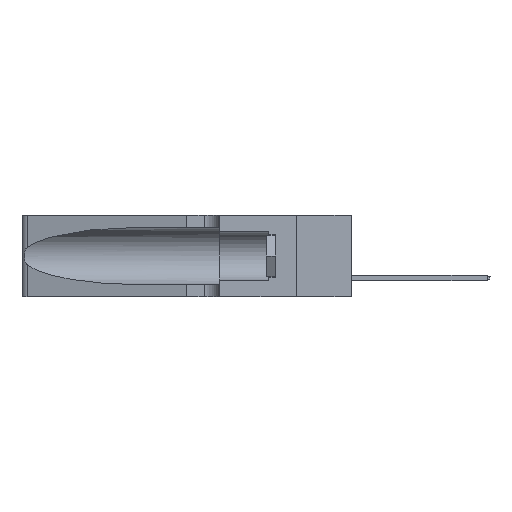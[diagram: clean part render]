
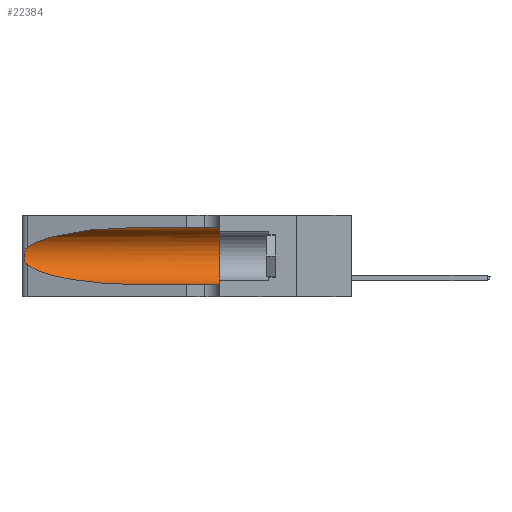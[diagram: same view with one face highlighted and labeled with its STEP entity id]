
A CAD part, left-side view. The second image highlights one B-rep face of the part: STEP entity #22384.
In plain terms, the highlighted cylindrical face has radius 3.308 mm (diameter 6.617 mm), a partial arc.
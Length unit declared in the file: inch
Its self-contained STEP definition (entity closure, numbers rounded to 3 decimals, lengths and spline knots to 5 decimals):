
#248 = ORIENTED_EDGE ( 'NONE', *, *, #19301, .F. ) ;
#389 = CARTESIAN_POINT ( 'NONE',  ( 0.25639, 1.23184, 0.21858 ) ) ;
#1532 = CARTESIAN_POINT ( 'NONE',  ( 0.1305, 0.72297, 0.31525 ) ) ;
#2895 = DIRECTION ( 'NONE',  ( 0., -1., 0. ) ) ;
#3562 = VERTEX_POINT ( 'NONE', #12332 ) ;
#3869 = CARTESIAN_POINT ( 'NONE',  ( 0.25789, 1.23486, 0.15765 ) ) ;
#3968 = ORIENTED_EDGE ( 'NONE', *, *, #8629, .T. ) ;
#3978 = CARTESIAN_POINT ( 'NONE',  ( 0.26075, 1.23896, 0.19203 ) ) ;
#4058 = DIRECTION ( 'NONE',  ( 0., 1., 0. ) ) ;
#4403 = ORIENTED_EDGE ( 'NONE', *, *, #22269, .F. ) ;
#5052 = CARTESIAN_POINT ( 'NONE',  ( 0.25487, 1.22718, 0.14631 ) ) ;
#6266 = FACE_OUTER_BOUND ( 'NONE', #7488, .T. ) ;
#6446 = CARTESIAN_POINT ( 'NONE',  ( 0.25487, 1.22718, 0.14631 ) ) ;
#7119 = CARTESIAN_POINT ( 'NONE',  ( 0.25487, 1.22718, 0.22369 ) ) ;
#7488 = EDGE_LOOP ( 'NONE', ( #8199, #22223, #28946, #3968, #248, #4403 ) ) ;
#7565 = DIRECTION ( 'NONE',  ( 0., -1., 0. ) ) ;
#7896 = VECTOR ( 'NONE', #21514, 39.37008 ) ;
#7976 = VERTEX_POINT ( 'NONE', #12754 ) ;
#8199 = ORIENTED_EDGE ( 'NONE', *, *, #27190, .T. ) ;
#8267 = CARTESIAN_POINT ( 'NONE',  ( 0.1305, 1.61858, 0.185 ) ) ;
#8629 = EDGE_CURVE ( 'NONE', #10046, #8796, #21446, .T. ) ;
#8772 = CARTESIAN_POINT ( 'NONE',  ( 0.1305, 1.61858, 0.05475 ) ) ;
#8796 = VERTEX_POINT ( 'NONE', #29618 ) ;
#9955 = CARTESIAN_POINT ( 'NONE',  ( 0.18966, 0.96281, 0.05475 ) ) ;
#10046 = VERTEX_POINT ( 'NONE', #14941 ) ;
#11317 = AXIS2_PLACEMENT_3D ( 'NONE', #23996, #4058, #14338 ) ;
#12301 = CARTESIAN_POINT ( 'NONE',  ( 0.1305, 1.61858, 0.31525 ) ) ;
#12332 = CARTESIAN_POINT ( 'NONE',  ( 0.25487, 1.22718, 0.22369 ) ) ;
#12754 = CARTESIAN_POINT ( 'NONE',  ( 0.1305, 0.35, 0.31525 ) ) ;
#13193 = B_SPLINE_CURVE_WITH_KNOTS ( 'NONE', 3,
 ( #23037, #18199, #389, #18744, #28644, #18640, #3978, #18846, #13746, #23606, #3869, #23704, #13638, #6446 ),
 .UNSPECIFIED., .F., .F.,
 ( 4, 2, 2, 2, 2, 2, 4 ),
 ( 0., 0.00027, 0.00053, 0.00107, 0.0016, 0.00187, 0.00214 ),
 .UNSPECIFIED. ) ;
#13519 = CARTESIAN_POINT ( 'NONE',  ( 0.25487, 1.22718, 0.14631 ) ) ;
#13638 = CARTESIAN_POINT ( 'NONE',  ( 0.25555, 1.22993, 0.14849 ) ) ;
#13746 = CARTESIAN_POINT ( 'NONE',  ( 0.26017, 1.23833, 0.17102 ) ) ;
#14338 = DIRECTION ( 'NONE',  ( 0., 0., 1. ) ) ;
#14941 = CARTESIAN_POINT ( 'NONE',  ( 0.1305, 0.72297, 0.05475 ) ) ;
#18199 = CARTESIAN_POINT ( 'NONE',  ( 0.25555, 1.22994, 0.2215 ) ) ;
#18640 = CARTESIAN_POINT ( 'NONE',  ( 0.26018, 1.23835, 0.19895 ) ) ;
#18744 = CARTESIAN_POINT ( 'NONE',  ( 0.25787, 1.23484, 0.2124 ) ) ;
#18846 = CARTESIAN_POINT ( 'NONE',  ( 0.26075, 1.23896, 0.178 ) ) ;
#19301 = EDGE_CURVE ( 'NONE', #7976, #8796, #21873, .T. ) ;
#19388 =( BOUNDED_CURVE ( )  B_SPLINE_CURVE ( 3, ( #5052, #27424, #9955, #25709 ),
 .UNSPECIFIED., .F., .F. ) 
 B_SPLINE_CURVE_WITH_KNOTS ( ( 4, 4 ),
 ( 3.44316, 4.71239 ),
 .UNSPECIFIED. ) 
 CURVE ( )  GEOMETRIC_REPRESENTATION_ITEM ( )  RATIONAL_B_SPLINE_CURVE ( ( 1., 0.87, 0.87, 1. ) ) 
 REPRESENTATION_ITEM ( '' )  );
#20099 = LINE ( 'NONE', #12301, #30585 ) ;
#21272 = CARTESIAN_POINT ( 'NONE',  ( 0.18966, 0.96281, 0.31525 ) ) ;
#21394 = VERTEX_POINT ( 'NONE', #13519 ) ;
#21446 = LINE ( 'NONE', #8772, #7896 ) ;
#21514 = DIRECTION ( 'NONE',  ( 0., -1., 0. ) ) ;
#21873 = CIRCLE ( 'NONE', #11317, 0.13025 ) ;
#22223 = ORIENTED_EDGE ( 'NONE', *, *, #29835, .T. ) ;
#22269 = EDGE_CURVE ( 'NONE', #29553, #7976, #20099, .T. ) ;
#22384 = ADVANCED_FACE ( 'NONE', ( #6266 ), #29043, .F. ) ;
#23037 = CARTESIAN_POINT ( 'NONE',  ( 0.25487, 1.22718, 0.22369 ) ) ;
#23181 = DIRECTION ( 'NONE',  ( 0., 0., -1. ) ) ;
#23388 = AXIS2_PLACEMENT_3D ( 'NONE', #8267, #2895, #23181 ) ;
#23606 = CARTESIAN_POINT ( 'NONE',  ( 0.25856, 1.23593, 0.16098 ) ) ;
#23704 = CARTESIAN_POINT ( 'NONE',  ( 0.25639, 1.23186, 0.15144 ) ) ;
#23996 = CARTESIAN_POINT ( 'NONE',  ( 0.1305, 0.35, 0.185 ) ) ;
#24269 = CARTESIAN_POINT ( 'NONE',  ( 0.2373, 1.15595, 0.28018 ) ) ;
#25709 = CARTESIAN_POINT ( 'NONE',  ( 0.1305, 0.72297, 0.05475 ) ) ;
#27190 = EDGE_CURVE ( 'NONE', #29553, #3562, #28032, .T. ) ;
#27424 = CARTESIAN_POINT ( 'NONE',  ( 0.2373, 1.15595, 0.08982 ) ) ;
#27667 = EDGE_CURVE ( 'NONE', #21394, #10046, #19388, .T. ) ;
#28032 =( BOUNDED_CURVE ( )  B_SPLINE_CURVE ( 3, ( #1532, #21272, #24269, #7119 ),
 .UNSPECIFIED., .F., .F. ) 
 B_SPLINE_CURVE_WITH_KNOTS ( ( 4, 4 ),
 ( 1.5708, 2.84003 ),
 .UNSPECIFIED. ) 
 CURVE ( )  GEOMETRIC_REPRESENTATION_ITEM ( )  RATIONAL_B_SPLINE_CURVE ( ( 1., 0.87, 0.87, 1. ) ) 
 REPRESENTATION_ITEM ( '' )  );
#28644 = CARTESIAN_POINT ( 'NONE',  ( 0.25854, 1.2359, 0.20912 ) ) ;
#28946 = ORIENTED_EDGE ( 'NONE', *, *, #27667, .T. ) ;
#29043 = CYLINDRICAL_SURFACE ( 'NONE', #23388, 0.13025 ) ;
#29553 = VERTEX_POINT ( 'NONE', #30925 ) ;
#29618 = CARTESIAN_POINT ( 'NONE',  ( 0.1305, 0.35, 0.05475 ) ) ;
#29835 = EDGE_CURVE ( 'NONE', #3562, #21394, #13193, .T. ) ;
#30585 = VECTOR ( 'NONE', #7565, 39.37008 ) ;
#30925 = CARTESIAN_POINT ( 'NONE',  ( 0.1305, 0.72297, 0.31525 ) ) ;
